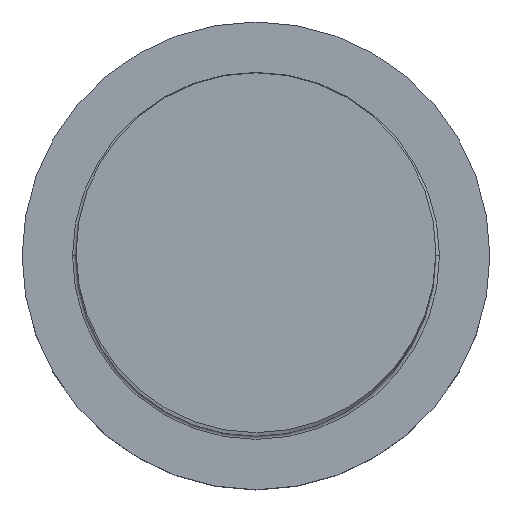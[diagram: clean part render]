
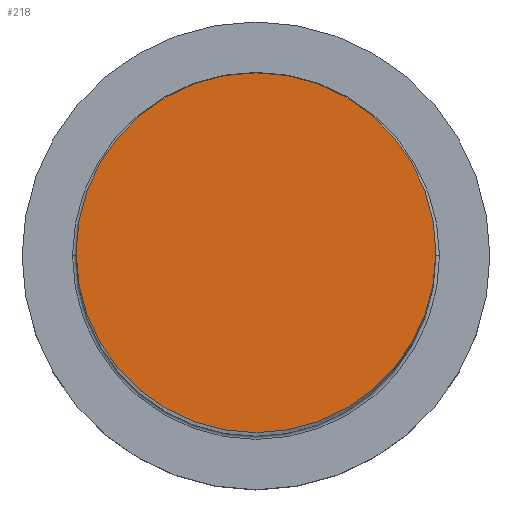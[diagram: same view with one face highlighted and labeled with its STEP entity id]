
A CAD part, top view. The second image highlights one B-rep face of the part: STEP entity #218.
In plain terms, the highlighted planar face has unit normal (0, 0, 1).
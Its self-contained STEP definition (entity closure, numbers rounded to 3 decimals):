
#8 = EDGE_CURVE ( 'NONE', #89, #216, #281, .T. ) ;
#18 = CARTESIAN_POINT ( 'NONE',  ( 0., 0., 108. ) ) ;
#45 = CARTESIAN_POINT ( 'NONE',  ( 10., 0., 108. ) ) ;
#54 = DIRECTION ( 'NONE',  ( 0., 0., 1. ) ) ;
#56 = AXIS2_PLACEMENT_3D ( 'NONE', #94, #54, #184 ) ;
#73 = PLANE ( 'NONE',  #81 ) ;
#81 = AXIS2_PLACEMENT_3D ( 'NONE', #115, #248, #268 ) ;
#89 = VERTEX_POINT ( 'NONE', #215 ) ;
#94 = CARTESIAN_POINT ( 'NONE',  ( 0., 0., 108. ) ) ;
#115 = CARTESIAN_POINT ( 'NONE',  ( 0., 0., 108. ) ) ;
#137 = AXIS2_PLACEMENT_3D ( 'NONE', #18, #305, #304 ) ;
#184 = DIRECTION ( 'NONE',  ( 1., 0., 0. ) ) ;
#195 = CIRCLE ( 'NONE', #56, 10. ) ;
#213 = ORIENTED_EDGE ( 'NONE', *, *, #302, .T. ) ;
#215 = CARTESIAN_POINT ( 'NONE',  ( -10., 0., 108. ) ) ;
#216 = VERTEX_POINT ( 'NONE', #45 ) ;
#218 = ADVANCED_FACE ( 'NONE', ( #291 ), #73, .T. ) ;
#231 = ORIENTED_EDGE ( 'NONE', *, *, #8, .T. ) ;
#241 = EDGE_LOOP ( 'NONE', ( #231, #213 ) ) ;
#248 = DIRECTION ( 'NONE',  ( 0., 0., 1. ) ) ;
#268 = DIRECTION ( 'NONE',  ( 1., 0., 0. ) ) ;
#281 = CIRCLE ( 'NONE', #137, 10. ) ;
#291 = FACE_OUTER_BOUND ( 'NONE', #241, .T. ) ;
#302 = EDGE_CURVE ( 'NONE', #216, #89, #195, .T. ) ;
#304 = DIRECTION ( 'NONE',  ( 1., 0., 0. ) ) ;
#305 = DIRECTION ( 'NONE',  ( 0., 0., 1. ) ) ;
